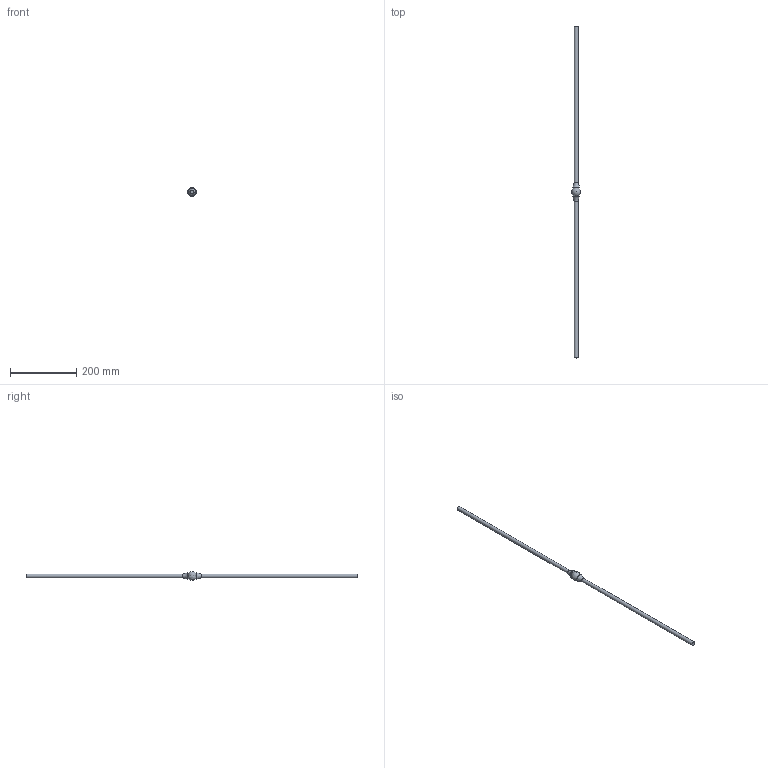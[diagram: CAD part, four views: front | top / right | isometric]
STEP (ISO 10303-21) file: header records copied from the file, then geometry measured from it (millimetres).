
FILE_DESCRIPTION (( 'STEP AP203' ), '1' );
FILE_NAME ('1310.STEP', '2023-03-22T08:55:27', ( '' ), ( '' ), 'SwSTEP 2.0', 'SolidWorks 2018', '' );
FILE_SCHEMA (( 'CONFIG_CONTROL_DESIGN' ));
Length unit declared in the file: millimetre
Products named in the file (1): 1310
Bounding box: 26.9 x 1000 x 27 mm (x, y, z)
Volume: 123663.2 mm3; surface area: 39883.2 mm2
Topology: 1 solids, 1 shells, 212 faces, 572 edges, 379 vertices
Faces by surface type: plane 110, bspline 91, cylinder 6, torus 2, cone 2, sphere 1
Full cylindrical faces by diameter (mm): 12 x2, 13 x2, 22 x2
Entity records: 10657 total; most frequent: CARTESIAN_POINT 5934, ORIENTED_EDGE 1116, DIRECTION 632, EDGE_CURVE 558, VERTEX_POINT 376, LINE 364, VECTOR 364, EDGE_LOOP 240
